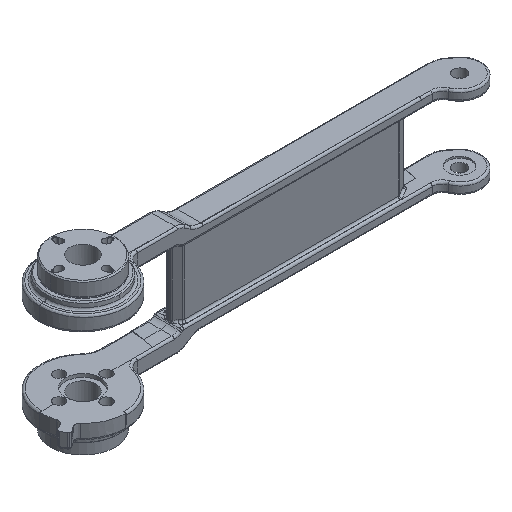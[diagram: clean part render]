
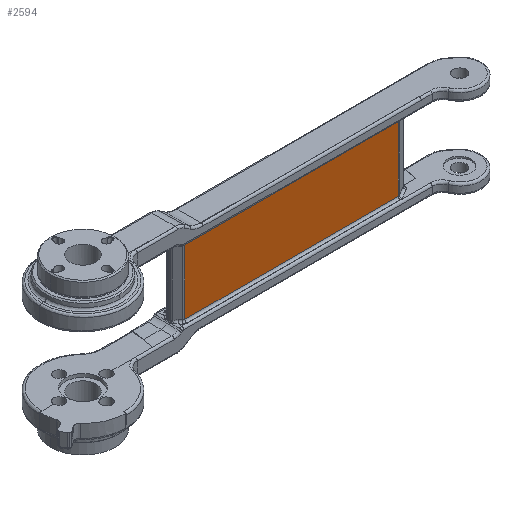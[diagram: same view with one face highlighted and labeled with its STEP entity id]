
A CAD part, isometric view. The second image highlights one B-rep face of the part: STEP entity #2594.
In plain terms, the highlighted planar face has unit normal (0, -1, 0).
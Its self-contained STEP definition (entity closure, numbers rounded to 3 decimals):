
#1530 = VERTEX_POINT('',#1531);
#1531 = CARTESIAN_POINT('',(66.56,1.003,
    -17.434));
#1569 = VERTEX_POINT('',#1570);
#1570 = CARTESIAN_POINT('',(-32.562,1.003,
    -17.434));
#1577 = EDGE_CURVE('',#1569,#1530,#1578,.T.);
#1578 = LINE('',#1579,#1580);
#1579 = CARTESIAN_POINT('',(94.024,1.003,
    -17.434));
#1580 = VECTOR('',#1581,1.);
#1581 = DIRECTION('',(1.,0.,0.));
#2576 = VERTEX_POINT('',#2577);
#2577 = CARTESIAN_POINT('',(66.56,1.003,12.984
    ));
#2584 = EDGE_CURVE('',#1530,#2576,#2585,.T.);
#2585 = LINE('',#2586,#2587);
#2586 = CARTESIAN_POINT('',(66.56,1.003,23.275
    ));
#2587 = VECTOR('',#2588,1.);
#2588 = DIRECTION('',(0.,0.,1.));
#2594 = ADVANCED_FACE('',(#2595),#2613,.T.);
#2595 = FACE_BOUND('',#2596,.T.);
#2596 = EDGE_LOOP('',(#2597,#2598,#2599,#2607));
#2597 = ORIENTED_EDGE('',*,*,#1577,.T.);
#2598 = ORIENTED_EDGE('',*,*,#2584,.T.);
#2599 = ORIENTED_EDGE('',*,*,#2600,.T.);
#2600 = EDGE_CURVE('',#2576,#2601,#2603,.T.);
#2601 = VERTEX_POINT('',#2602);
#2602 = CARTESIAN_POINT('',(-32.562,1.003,
    12.984));
#2603 = LINE('',#2604,#2605);
#2604 = CARTESIAN_POINT('',(94.024,1.003,12.984
    ));
#2605 = VECTOR('',#2606,1.);
#2606 = DIRECTION('',(-1.,-0.,-0.));
#2607 = ORIENTED_EDGE('',*,*,#2608,.T.);
#2608 = EDGE_CURVE('',#2601,#1569,#2609,.T.);
#2609 = LINE('',#2610,#2611);
#2610 = CARTESIAN_POINT('',(-32.562,1.003,
    23.275));
#2611 = VECTOR('',#2612,1.);
#2612 = DIRECTION('',(0.,0.,-1.));
#2613 = PLANE('',#2614);
#2614 = AXIS2_PLACEMENT_3D('',#2615,#2616,#2617);
#2615 = CARTESIAN_POINT('',(94.024,1.003,23.275
    ));
#2616 = DIRECTION('',(0.,-1.,0.));
#2617 = DIRECTION('',(0.,0.,-1.));
